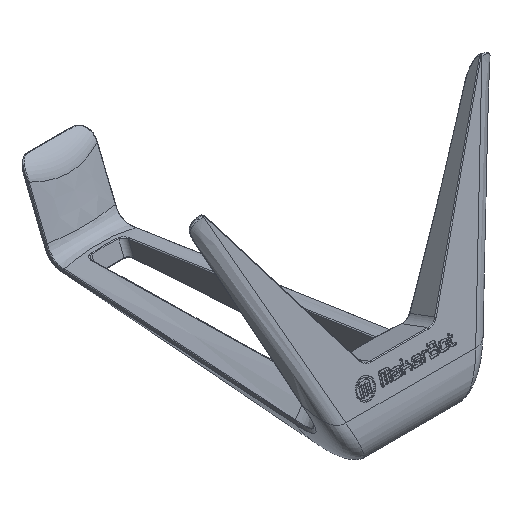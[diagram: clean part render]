
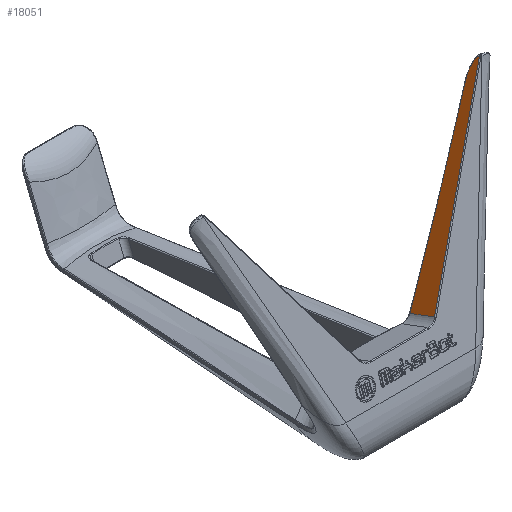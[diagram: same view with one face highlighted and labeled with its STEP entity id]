
A CAD part, isometric view. The second image highlights one B-rep face of the part: STEP entity #18051.
In plain terms, the highlighted planar face has unit normal (-0.844, 0.189, 0.502).
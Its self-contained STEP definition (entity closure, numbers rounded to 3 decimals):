
#582 = CARTESIAN_POINT ( 'NONE',  ( 88.408, -181.691, 146.821 ) ) ;
#897 = CARTESIAN_POINT ( 'NONE',  ( 87.915, -180.362, 145.492 ) ) ;
#992 = CARTESIAN_POINT ( 'NONE',  ( 81.514, -179.735, 134.488 ) ) ;
#1706 = CARTESIAN_POINT ( 'NONE',  ( 24.047, -217.794, 52.119 ) ) ;
#1817 = CARTESIAN_POINT ( 'NONE',  ( 24.047, -201.8, 46.108 ) ) ;
#2553 = CARTESIAN_POINT ( 'NONE',  ( 71.65, -183.956, 119.481 ) ) ;
#2666 = CARTESIAN_POINT ( 'NONE',  ( 88.407, -181.372, 146.699 ) ) ;
#2774 = EDGE_CURVE ( 'NONE', #17685, #24889, #13596, .T. ) ;
#2990 = CARTESIAN_POINT ( 'NONE',  ( 87.391, -179.932, 144.449 ) ) ;
#3518 = LINE ( 'NONE', #5479, #19371 ) ;
#4383 = CARTESIAN_POINT ( 'NONE',  ( 88.556, -141.34, 131.905 ) ) ;
#4563 = EDGE_CURVE ( 'NONE', #17395, #18827, #12688, .T. ) ;
#4634 = CARTESIAN_POINT ( 'NONE',  ( 57.364, -189.793, 97.643 ) ) ;
#4754 = CARTESIAN_POINT ( 'NONE',  ( 88.404, -181.054, 146.575 ) ) ;
#5070 = CARTESIAN_POINT ( 'NONE',  ( 86.559, -179.451, 142.869 ) ) ;
#5479 = CARTESIAN_POINT ( 'NONE',  ( 24.047, -177.075, 36.816 ) ) ;
#6195 = EDGE_CURVE ( 'NONE', #15769, #17325, #9860, .T. ) ;
#6303 = ORIENTED_EDGE ( 'NONE', *, *, #7097, .T. ) ;
#6707 = CARTESIAN_POINT ( 'NONE',  ( 43.095, -195.271, 75.698 ) ) ;
#6845 = DIRECTION ( 'NONE',  ( 0.844, -0.189, -0.502 ) ) ;
#7097 = EDGE_CURVE ( 'NONE', #20779, #17395, #16664, .T. ) ;
#7150 = CARTESIAN_POINT ( 'NONE',  ( 85.677, -179.152, 141.272 ) ) ;
#7550 = DIRECTION ( 'NONE',  ( 0., -0.936, 0.352 ) ) ;
#8775 = CARTESIAN_POINT ( 'NONE',  ( 28.854, -200.281, 53.624 ) ) ;
#8833 = CARTESIAN_POINT ( 'NONE',  ( 88.402, -180.896, 146.511 ) ) ;
#9119 = CARTESIAN_POINT ( 'NONE',  ( 88.402, -180.896, 146.511 ) ) ;
#9209 = CARTESIAN_POINT ( 'NONE',  ( 84.434, -178.996, 139.123 ) ) ;
#9688 = EDGE_LOOP ( 'NONE', ( #21866, #12502, #23431, #25429, #13613, #6303, #26205 ) ) ;
#9860 = B_SPLINE_CURVE_WITH_KNOTS ( 'NONE', 3,
 ( #26546, #24488, #10026, #1817 ),
 .UNSPECIFIED., .F., .F.,
 ( 4, 4 ),
 ( 0., 0. ),
 .UNSPECIFIED. ) ;
#10026 = CARTESIAN_POINT ( 'NONE',  ( 24.071, -201.792, 46.146 ) ) ;
#10520 = PLANE ( 'NONE',  #23367 ) ;
#10771 = CARTESIAN_POINT ( 'NONE',  ( 76.415, -181.94, 126.74 ) ) ;
#11136 = CARTESIAN_POINT ( 'NONE',  ( 24.119, -201.777, 46.221 ) ) ;
#11305 = CARTESIAN_POINT ( 'NONE',  ( 82.827, -179.267, 136.521 ) ) ;
#11518 = CARTESIAN_POINT ( 'NONE',  ( 88.556, -182.06, 147.208 ) ) ;
#12447 = EDGE_CURVE ( 'NONE', #18827, #15769, #26085, .T. ) ;
#12502 = ORIENTED_EDGE ( 'NONE', *, *, #6195, .T. ) ;
#12688 = B_SPLINE_CURVE_WITH_KNOTS ( 'NONE', 3,
 ( #9119, #15367, #897, #2990, #17471, #5070, #19554, #7150, #21625, #9209, #23710, #11305, #25743, #13382, #992, #15460 ),
 .UNSPECIFIED., .F., .F.,
 ( 4, 2, 2, 2, 2, 2, 2, 4 ),
 ( 0., 0.002, 0.004, 0.006, 0.007, 0.011, 0.013, 0.015 ),
 .UNSPECIFIED. ) ;
#13110 = CARTESIAN_POINT ( 'NONE',  ( 88.408, -141.422, 131.688 ) ) ;
#13382 = CARTESIAN_POINT ( 'NONE',  ( 81.844, -179.597, 134.992 ) ) ;
#13596 = LINE ( 'NONE', #11518, #24568 ) ;
#13613 = ORIENTED_EDGE ( 'NONE', *, *, #22098, .T. ) ;
#14812 = CARTESIAN_POINT ( 'NONE',  ( 24.047, -201.8, 46.108 ) ) ;
#15044 = CARTESIAN_POINT ( 'NONE',  ( 88.408, -181.531, 146.761 ) ) ;
#15223 = EDGE_CURVE ( 'NONE', #17325, #17685, #3518, .T. ) ;
#15228 = CARTESIAN_POINT ( 'NONE',  ( 88.408, -182.141, 146.991 ) ) ;
#15367 = CARTESIAN_POINT ( 'NONE',  ( 88.167, -180.609, 146.009 ) ) ;
#15460 = CARTESIAN_POINT ( 'NONE',  ( 81.183, -179.878, 133.985 ) ) ;
#15769 = VERTEX_POINT ( 'NONE', #11136 ) ;
#16437 = LINE ( 'NONE', #13110, #18402 ) ;
#16664 = B_SPLINE_CURVE_WITH_KNOTS ( 'NONE', 3,
 ( #25334, #582, #15044, #2666, #17147, #4754, #19232 ),
 .UNSPECIFIED., .F., .F.,
 ( 4, 3, 4 ),
 ( 0., 0.001, 0.001 ),
 .UNSPECIFIED. ) ;
#17016 = CARTESIAN_POINT ( 'NONE',  ( 62.125, -187.882, 104.933 ) ) ;
#17051 = FACE_OUTER_BOUND ( 'NONE', #9688, .T. ) ;
#17147 = CARTESIAN_POINT ( 'NONE',  ( 88.406, -181.213, 146.638 ) ) ;
#17325 = VERTEX_POINT ( 'NONE', #14812 ) ;
#17395 = VERTEX_POINT ( 'NONE', #8833 ) ;
#17471 = CARTESIAN_POINT ( 'NONE',  ( 87.12, -179.751, 143.925 ) ) ;
#17685 = VERTEX_POINT ( 'NONE', #1706 ) ;
#18051 = ADVANCED_FACE ( 'NONE', ( #17051 ), #10520, .F. ) ;
#18402 = VECTOR ( 'NONE', #21272, 1000. ) ;
#18827 = VERTEX_POINT ( 'NONE', #24988 ) ;
#19116 = CARTESIAN_POINT ( 'NONE',  ( 47.849, -193.488, 83.025 ) ) ;
#19232 = CARTESIAN_POINT ( 'NONE',  ( 88.402, -180.896, 146.511 ) ) ;
#19282 = CARTESIAN_POINT ( 'NONE',  ( 88.408, -181.851, 146.881 ) ) ;
#19371 = VECTOR ( 'NONE', #7550, 1000. ) ;
#19554 = CARTESIAN_POINT ( 'NONE',  ( 86.271, -179.332, 142.339 ) ) ;
#20779 = VERTEX_POINT ( 'NONE', #19282 ) ;
#21195 = CARTESIAN_POINT ( 'NONE',  ( 33.598, -198.668, 60.997 ) ) ;
#21272 = DIRECTION ( 'NONE',  ( 0., 0.936, -0.352 ) ) ;
#21324 = DIRECTION ( 'NONE',  ( -0.536, -0.297, -0.79 ) ) ;
#21625 = CARTESIAN_POINT ( 'NONE',  ( 85.371, -179.091, 140.735 ) ) ;
#21866 = ORIENTED_EDGE ( 'NONE', *, *, #12447, .T. ) ;
#22098 = EDGE_CURVE ( 'NONE', #24889, #20779, #16437, .T. ) ;
#23082 = CARTESIAN_POINT ( 'NONE',  ( 81.183, -179.878, 133.985 ) ) ;
#23259 = CARTESIAN_POINT ( 'NONE',  ( 24.119, -201.777, 46.221 ) ) ;
#23367 = AXIS2_PLACEMENT_3D ( 'NONE', #4383, #6845, #21324 ) ;
#23431 = ORIENTED_EDGE ( 'NONE', *, *, #15223, .T. ) ;
#23710 = CARTESIAN_POINT ( 'NONE',  ( 83.797, -179.048, 138.072 ) ) ;
#24488 = CARTESIAN_POINT ( 'NONE',  ( 24.095, -201.785, 46.183 ) ) ;
#24568 = VECTOR ( 'NONE', #25961, 1000. ) ;
#24889 = VERTEX_POINT ( 'NONE', #15228 ) ;
#24988 = CARTESIAN_POINT ( 'NONE',  ( 81.183, -179.878, 133.985 ) ) ;
#25334 = CARTESIAN_POINT ( 'NONE',  ( 88.408, -181.851, 146.881 ) ) ;
#25429 = ORIENTED_EDGE ( 'NONE', *, *, #2774, .T. ) ;
#25743 = CARTESIAN_POINT ( 'NONE',  ( 82.501, -179.363, 136.009 ) ) ;
#25961 = DIRECTION ( 'NONE',  ( 0.536, 0.297, 0.79 ) ) ;
#26085 = B_SPLINE_CURVE_WITH_KNOTS ( 'NONE', 3,
 ( #23082, #10771, #2553, #17016, #4634, #19116, #6707, #21195, #8775, #23259 ),
 .UNSPECIFIED., .F., .F.,
 ( 4, 2, 2, 2, 4 ),
 ( 0., 0.027, 0.053, 0.08, 0.107 ),
 .UNSPECIFIED. ) ;
#26205 = ORIENTED_EDGE ( 'NONE', *, *, #4563, .T. ) ;
#26546 = CARTESIAN_POINT ( 'NONE',  ( 24.119, -201.777, 46.221 ) ) ;
